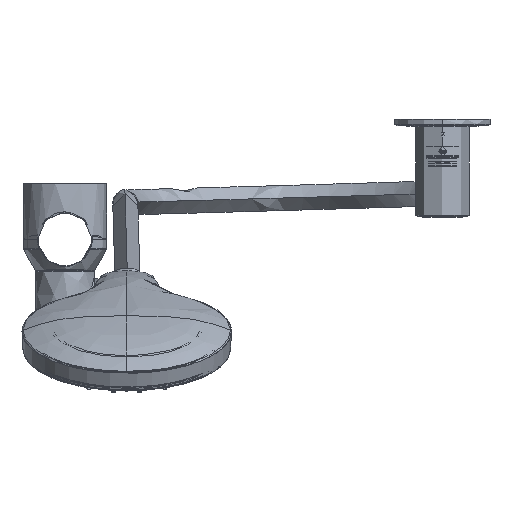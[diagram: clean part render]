
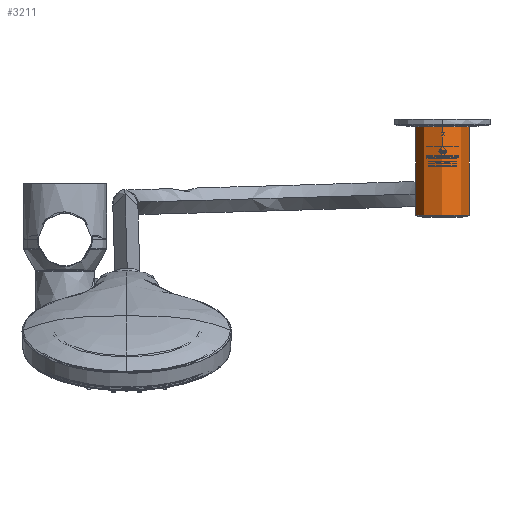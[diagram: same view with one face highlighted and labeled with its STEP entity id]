
A CAD part, top view. The second image highlights one B-rep face of the part: STEP entity #3211.
In plain terms, the highlighted cylindrical face has radius 16 mm (diameter 32 mm), a partial arc.
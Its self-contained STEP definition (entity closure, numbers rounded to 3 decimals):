
#3211=ADVANCED_FACE('',(#6137),#44882,.T.);
#6137=FACE_OUTER_BOUND('',#9268,.T.);
#9268=EDGE_LOOP('',(#23975,#23976,#23977,#23978));
#23975=ORIENTED_EDGE('',*,*,#31514,.F.);
#23976=ORIENTED_EDGE('',*,*,#31526,.T.);
#23977=ORIENTED_EDGE('',*,*,#31508,.T.);
#23978=ORIENTED_EDGE('',*,*,#31527,.T.);
#31508=EDGE_CURVE('',#43613,#43616,#38986,.T.);
#31514=EDGE_CURVE('',#43619,#43620,#38991,.T.);
#31526=EDGE_CURVE('',#43619,#43613,#36845,.T.);
#31527=EDGE_CURVE('',#43616,#43620,#36846,.T.);
#36845=B_SPLINE_CURVE_WITH_KNOTS('',1,(#233073,#233074),.UNSPECIFIED.,.F.,
 .F.,(2,2),(0.,53.),.UNSPECIFIED.);
#36846=B_SPLINE_CURVE_WITH_KNOTS('',1,(#233075,#233076),.UNSPECIFIED.,.F.,
 .F.,(2,2),(0.,53.),.UNSPECIFIED.);
#38986=(
BOUNDED_CURVE()
B_SPLINE_CURVE(2,(#233011,#233012,#233013,#233014,#233015),
 .UNSPECIFIED.,.F.,.F.)
B_SPLINE_CURVE_WITH_KNOTS((3,2,3),(0.,23.562,47.124),
 .UNSPECIFIED.)
CURVE()
GEOMETRIC_REPRESENTATION_ITEM()
RATIONAL_B_SPLINE_CURVE((1.,0.707,1.,0.707,1.))
REPRESENTATION_ITEM('')
);
#38991=(
BOUNDED_CURVE()
B_SPLINE_CURVE(2,(#233034,#233035,#233036,#233037,#233038),
 .UNSPECIFIED.,.F.,.F.)
B_SPLINE_CURVE_WITH_KNOTS((3,2,3),(0.,25.133,50.265),
 .UNSPECIFIED.)
CURVE()
GEOMETRIC_REPRESENTATION_ITEM()
RATIONAL_B_SPLINE_CURVE((1.,0.707,1.,0.707,1.))
REPRESENTATION_ITEM('')
);
#43613=VERTEX_POINT('',#232898);
#43616=VERTEX_POINT('',#232901);
#43619=VERTEX_POINT('',#232904);
#43620=VERTEX_POINT('',#232905);
#44882=CYLINDRICAL_SURFACE('',#47818,16.);
#47818=AXIS2_PLACEMENT_3D('',#230876,#49050,$);
#49050=DIRECTION('',(0.,-1.,0.));
#230876=CARTESIAN_POINT('',(226.012,9.,-856.666));
#232898=CARTESIAN_POINT('',(210.012,-17.5,-856.666));
#232901=CARTESIAN_POINT('',(242.012,-17.5,-856.666));
#232904=CARTESIAN_POINT('',(210.012,35.5,-856.666));
#232905=CARTESIAN_POINT('',(242.012,35.5,-856.666));
#233011=CARTESIAN_POINT('',(210.012,-17.5,-856.666));
#233012=CARTESIAN_POINT('',(210.012,-17.5,-840.666));
#233013=CARTESIAN_POINT('',(226.012,-17.5,-840.666));
#233014=CARTESIAN_POINT('',(242.012,-17.5,-840.666));
#233015=CARTESIAN_POINT('',(242.012,-17.5,-856.666));
#233034=CARTESIAN_POINT('',(210.012,35.5,-856.666));
#233035=CARTESIAN_POINT('',(210.012,35.5,-840.666));
#233036=CARTESIAN_POINT('',(226.012,35.5,-840.666));
#233037=CARTESIAN_POINT('',(242.012,35.5,-840.666));
#233038=CARTESIAN_POINT('',(242.012,35.5,-856.666));
#233073=CARTESIAN_POINT('',(210.012,35.5,-856.666));
#233074=CARTESIAN_POINT('',(210.012,-17.5,-856.666));
#233075=CARTESIAN_POINT('',(242.012,-17.5,-856.666));
#233076=CARTESIAN_POINT('',(242.012,35.5,-856.666));
